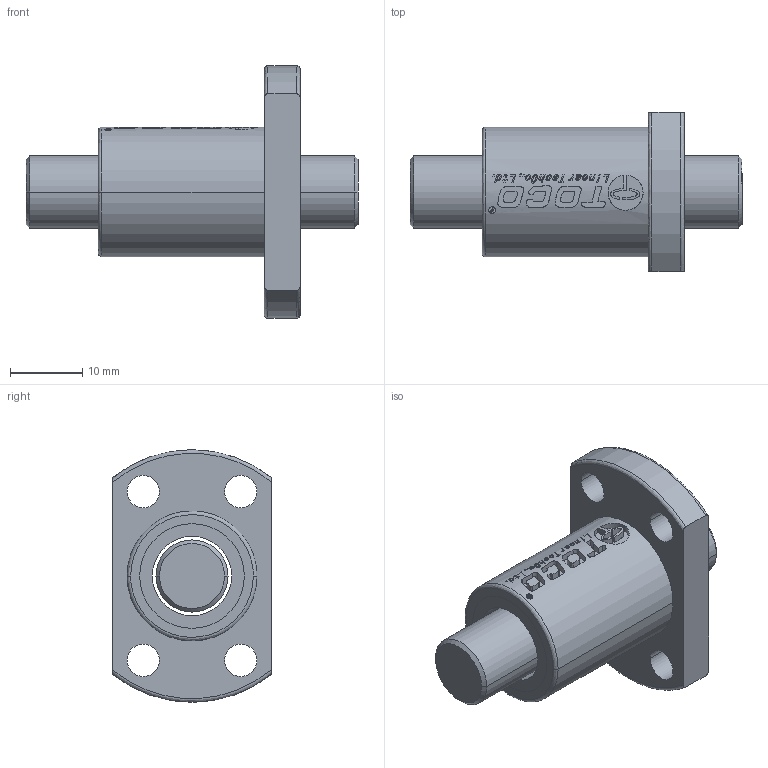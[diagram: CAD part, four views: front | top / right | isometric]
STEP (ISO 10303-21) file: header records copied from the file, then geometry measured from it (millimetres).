
FILE_DESCRIPTION (( 'STEP AP203' ), '1' );
FILE_NAME ('SFK01002.STEP', '2019-04-04T03:01:42', ( '' ), ( '' ), 'SwSTEP 2.0', 'SolidWorks 2015', '' );
FILE_SCHEMA (( 'CONFIG_CONTROL_DESIGN' ));
Length unit declared in the file: millimetre
Products named in the file (1): SFK01002
Bounding box: 46 x 22 x 35 mm (x, y, z)
Volume: 10011.4 mm3; surface area: 6876.2 mm2
Topology: 4 solids, 4 shells, 681 faces, 1899 edges, 1264 vertices
Faces by surface type: plane 608, cylinder 42, bspline 27, cone 4
Entity records: 23443 total; most frequent: CARTESIAN_POINT 7383, ORIENTED_EDGE 3798, DIRECTION 2755, EDGE_CURVE 1899, VECTOR 1277, LINE 1277, VERTEX_POINT 1264, AXIS2_PLACEMENT_3D 739
